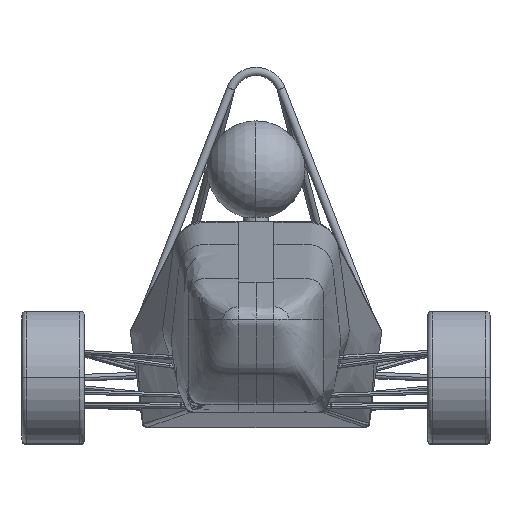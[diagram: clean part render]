
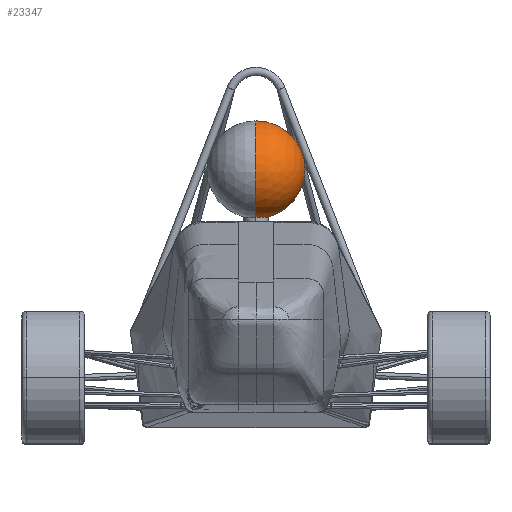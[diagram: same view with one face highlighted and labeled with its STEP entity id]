
A CAD part, top view. The second image highlights one B-rep face of the part: STEP entity #23347.
In plain terms, the highlighted spherical face has radius 150 mm.
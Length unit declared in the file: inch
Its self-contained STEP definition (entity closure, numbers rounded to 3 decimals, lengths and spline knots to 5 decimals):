
#34 = CARTESIAN_POINT ( 'NONE',  ( 1.42392, 27.46942, -1.83435 ) ) ;
#174 = CARTESIAN_POINT ( 'NONE',  ( 0.79416, 27.50977, -2.62603 ) ) ;
#1089 = CARTESIAN_POINT ( 'NONE',  ( 0.3405, 27.37156, 0.10909 ) ) ;
#1198 = CIRCLE ( 'NONE', #20125, 5.90551 ) ;
#1238 = CARTESIAN_POINT ( 'NONE',  ( 0.93277, 27.38589, -0.1776 ) ) ;
#1381 = CARTESIAN_POINT ( 'NONE',  ( 1.19226, 27.39889, -0.43702 ) ) ;
#1529 = CARTESIAN_POINT ( 'NONE',  ( 1.49994, 27.44001, -1.25385 ) ) ;
#1681 = CARTESIAN_POINT ( 'NONE',  ( 1.45217, 27.46467, -1.74089 ) ) ;
#2266 = CARTESIAN_POINT ( 'NONE',  ( 1.34602, 27.4786, -2.01503 ) ) ;
#2965 = SPHERICAL_SURFACE ( 'NONE', #13112, 5.90551 ) ;
#3909 = CARTESIAN_POINT ( 'NONE',  ( 1.47604, 27.45858, -1.62074 ) ) ;
#5982 = CARTESIAN_POINT ( 'NONE',  ( 1.42095, 27.42063, -0.86955 ) ) ;
#6129 = CARTESIAN_POINT ( 'NONE',  ( 0.38805, 27.37216, 0.0972 ) ) ;
#6719 = CARTESIAN_POINT ( 'NONE',  ( 1.27494, 27.48518, -2.14436 ) ) ;
#7242 = CARTESIAN_POINT ( 'NONE',  ( 0., 27.52137, -2.85257 ) ) ;
#7308 = CARTESIAN_POINT ( 'NONE',  ( 0., 33.14955, -1.0641 ) ) ;
#7905 = CARTESIAN_POINT ( 'NONE',  ( 1.26076, 27.40404, -0.5395 ) ) ;
#7976 = ORIENTED_EDGE ( 'NONE', *, *, #22283, .T. ) ;
#8053 = CARTESIAN_POINT ( 'NONE',  ( 1.46635, 27.429, -1.03569 ) ) ;
#8347 = CARTESIAN_POINT ( 'NONE',  ( 0.99008, 27.38825, -0.22466 ) ) ;
#8494 = CARTESIAN_POINT ( 'NONE',  ( 1.27404, 27.40509, -0.56046 ) ) ;
#8642 = CARTESIAN_POINT ( 'NONE',  ( 1.36711, 27.47633, -1.97033 ) ) ;
#8742 = AXIS2_PLACEMENT_3D ( 'NONE', #8980, #27035, #20514 ) ;
#8929 = CARTESIAN_POINT ( 'NONE',  ( 1.30011, 27.48304, -2.10233 ) ) ;
#8980 = CARTESIAN_POINT ( 'NONE',  ( 0., 33.14955, -1.0641 ) ) ;
#9219 = CARTESIAN_POINT ( 'NONE',  ( 0.97135, 27.50311, -2.49585 ) ) ;
#9447 = ORIENTED_EDGE ( 'NONE', *, *, #24612, .F. ) ;
#9978 = VERTEX_POINT ( 'NONE', #15100 ) ;
#10271 = CARTESIAN_POINT ( 'NONE',  ( 1.13019, 27.3951, -0.36149 ) ) ;
#10384 = VERTEX_POINT ( 'NONE', #7242 ) ;
#11008 = CARTESIAN_POINT ( 'NONE',  ( 0.04958, 27.52137, -2.85257 ) ) ;
#11291 = CARTESIAN_POINT ( 'NONE',  ( 0.91458, 27.5055, -2.54251 ) ) ;
#12028 = DIRECTION ( 'NONE',  ( 0., 0., 1. ) ) ;
#12781 = CARTESIAN_POINT ( 'NONE',  ( 1.31153, 27.40829, -0.62422 ) ) ;
#13112 = AXIS2_PLACEMENT_3D ( 'NONE', #23543, #14214, #21021 ) ;
#13511 = CARTESIAN_POINT ( 'NONE',  ( 0.62049, 27.51453, -2.7191 ) ) ;
#14214 = DIRECTION ( 'NONE',  ( 1., 0., 0. ) ) ;
#14714 = CARTESIAN_POINT ( 'NONE',  ( 0.45876, 27.37323, 0.07577 ) ) ;
#15007 = CARTESIAN_POINT ( 'NONE',  ( 1.44234, 27.42418, -0.93994 ) ) ;
#15100 = CARTESIAN_POINT ( 'NONE',  ( 0., 27.36965, 0.14743 ) ) ;
#15156 = CARTESIAN_POINT ( 'NONE',  ( 1.48744, 27.45488, -1.5478 ) ) ;
#15449 = CARTESIAN_POINT ( 'NONE',  ( 0.48413, 27.51743, -2.7757 ) ) ;
#15734 = CARTESIAN_POINT ( 'NONE',  ( 0.3906, 27.51888, -2.80413 ) ) ;
#16719 = FACE_OUTER_BOUND ( 'NONE', #19998, .T. ) ;
#16932 = CARTESIAN_POINT ( 'NONE',  ( 1.38798, 27.416, -0.77754 ) ) ;
#17081 = CARTESIAN_POINT ( 'NONE',  ( 0.52888, 27.37445, 0.05132 ) ) ;
#17375 = CARTESIAN_POINT ( 'NONE',  ( 1.49768, 27.44991, -1.44949 ) ) ;
#17520 = CARTESIAN_POINT ( 'NONE',  ( 1.34621, 27.41155, -0.68914 ) ) ;
#17669 = CARTESIAN_POINT ( 'NONE',  ( 1.37706, 27.47518, -1.94781 ) ) ;
#17813 = CARTESIAN_POINT ( 'NONE',  ( 1.04429, 27.49973, -2.42964 ) ) ;
#17960 = CARTESIAN_POINT ( 'NONE',  ( 0.66546, 27.51344, -2.69778 ) ) ;
#18102 = CARTESIAN_POINT ( 'NONE',  ( 1.1936, 27.4914, -2.26628 ) ) ;
#18832 = DIRECTION ( 'NONE',  ( -1., 0., 0. ) ) ;
#19119 = B_SPLINE_CURVE_WITH_KNOTS ( 'NONE', 3,
 ( #25968, #21664, #28330, #1089, #6129, #14714, #19143, #17081, #26257, #23746, #28179, #21955, #19444, #23896, #1238, #8347, #28477, #10271, #1381, #7905, #8494, #24333, #12781, #17520, #16932, #5982, #15007, #19293, #26552, #8053, #21809, #1529, #19589, #17375, #26400, #15156, #24185, #3909, #1681, #34, #17669, #8642, #2266, #29067, #8929, #6719, #18102, #26699, #17813, #20469, #24486, #9219, #11291, #22260, #174, #28923, #17960, #13511, #15449, #15734, #20034, #20324, #26845, #11008, #24912 ),
 .UNSPECIFIED., .F., .F.,
 ( 4, 2, 2, 2, 2, 2, 2, 2, 2, 2, 2, 2, 1, 2, 2, 2, 2, 2, 2, 2, 2, 2, 2, 2, 2, 2, 2, 2, 2, 2, 2, 2, 4 ),
 ( 0., 0.00745, 0.01117, 0.01303, 0.0149, 0.02234, 0.02421, 0.02607, 0.02979, 0.03724, 0.0391, 0.04097, 0.04469, 0.04841, 0.05028, 0.05214, 0.05959, 0.06331, 0.06517, 0.06703, 0.07448, 0.07634, 0.07821, 0.08193, 0.08938, 0.09124, 0.0931, 0.09683, 0.10055, 0.10427, 0.11172, 0.11545, 0.11917 ),
 .UNSPECIFIED. ) ;
#19143 = CARTESIAN_POINT ( 'NONE',  ( 0.48227, 27.37362, 0.068 ) ) ;
#19293 = CARTESIAN_POINT ( 'NONE',  ( 1.44891, 27.42537, -0.96363 ) ) ;
#19444 = CARTESIAN_POINT ( 'NONE',  ( 0.87363, 27.38366, -0.13299 ) ) ;
#19589 = CARTESIAN_POINT ( 'NONE',  ( 1.50003, 27.44743, -1.40048 ) ) ;
#19998 = EDGE_LOOP ( 'NONE', ( #7976, #21917, #9447 ) ) ;
#20034 = CARTESIAN_POINT ( 'NONE',  ( 0.24643, 27.52036, -2.833 ) ) ;
#20125 = AXIS2_PLACEMENT_3D ( 'NONE', #7308, #18832, #12028 ) ;
#20324 = CARTESIAN_POINT ( 'NONE',  ( 0.19766, 27.52074, -2.84032 ) ) ;
#20469 = CARTESIAN_POINT ( 'NONE',  ( 1.02638, 27.5006, -2.44671 ) ) ;
#20514 = DIRECTION ( 'NONE',  ( 0., 0., -1. ) ) ;
#21021 = DIRECTION ( 'NONE',  ( 0., -0.052, 0.999 ) ) ;
#21664 = CARTESIAN_POINT ( 'NONE',  ( 0.09915, 27.36965, 0.14743 ) ) ;
#21809 = CARTESIAN_POINT ( 'NONE',  ( 1.49041, 27.4351, -1.1566 ) ) ;
#21917 = ORIENTED_EDGE ( 'NONE', *, *, #26404, .T. ) ;
#21955 = CARTESIAN_POINT ( 'NONE',  ( 0.85354, 27.38295, -0.11885 ) ) ;
#22260 = CARTESIAN_POINT ( 'NONE',  ( 0.87535, 27.50699, -2.57165 ) ) ;
#22283 = EDGE_CURVE ( 'NONE', #9978, #10384, #19119, .T. ) ;
#22634 = CARTESIAN_POINT ( 'NONE',  ( 0., 39.04697, -0.75503 ) ) ;
#23347 = ADVANCED_FACE ( 'NONE', ( #16719 ), #2965, .T. ) ;
#23543 = CARTESIAN_POINT ( 'NONE',  ( 0., 33.14955, -1.0641 ) ) ;
#23746 = CARTESIAN_POINT ( 'NONE',  ( 0.66545, 27.37725, -0.00466 ) ) ;
#23896 = CARTESIAN_POINT ( 'NONE',  ( 0.91322, 27.38513, -0.16234 ) ) ;
#24185 = CARTESIAN_POINT ( 'NONE',  ( 1.48023, 27.45735, -1.59654 ) ) ;
#24333 = CARTESIAN_POINT ( 'NONE',  ( 1.29941, 27.40722, -0.60281 ) ) ;
#24486 = CARTESIAN_POINT ( 'NONE',  ( 0.98993, 27.50229, -2.4798 ) ) ;
#24612 = EDGE_CURVE ( 'NONE', #9978, #25816, #1198, .T. ) ;
#24912 = CARTESIAN_POINT ( 'NONE',  ( 0., 27.52137, -2.85257 ) ) ;
#25816 = VERTEX_POINT ( 'NONE', #22634 ) ;
#25968 = CARTESIAN_POINT ( 'NONE',  ( 0., 27.36965, 0.14743 ) ) ;
#26257 = CARTESIAN_POINT ( 'NONE',  ( 0.55189, 27.37489, 0.04243 ) ) ;
#26400 = CARTESIAN_POINT ( 'NONE',  ( 1.49047, 27.45364, -1.52319 ) ) ;
#26404 = EDGE_CURVE ( 'NONE', #10384, #25816, #26694, .T. ) ;
#26552 = CARTESIAN_POINT ( 'NONE',  ( 1.46091, 27.42778, -1.01148 ) ) ;
#26694 = CIRCLE ( 'NONE', #8742, 5.90551 ) ;
#26699 = CARTESIAN_POINT ( 'NONE',  ( 1.13168, 27.49526, -2.34206 ) ) ;
#26845 = CARTESIAN_POINT ( 'NONE',  ( 0.09902, 27.52124, -2.85012 ) ) ;
#27035 = DIRECTION ( 'NONE',  ( 1., 0., 0. ) ) ;
#28179 = CARTESIAN_POINT ( 'NONE',  ( 0.75162, 27.37955, -0.05077 ) ) ;
#28330 = CARTESIAN_POINT ( 'NONE',  ( 0.19665, 27.37014, 0.13769 ) ) ;
#28477 = CARTESIAN_POINT ( 'NONE',  ( 1.02645, 27.3899, -0.25768 ) ) ;
#28923 = CARTESIAN_POINT ( 'NONE',  ( 0.75219, 27.51106, -2.65127 ) ) ;
#29067 = CARTESIAN_POINT ( 'NONE',  ( 1.33489, 27.47973, -2.03716 ) ) ;
